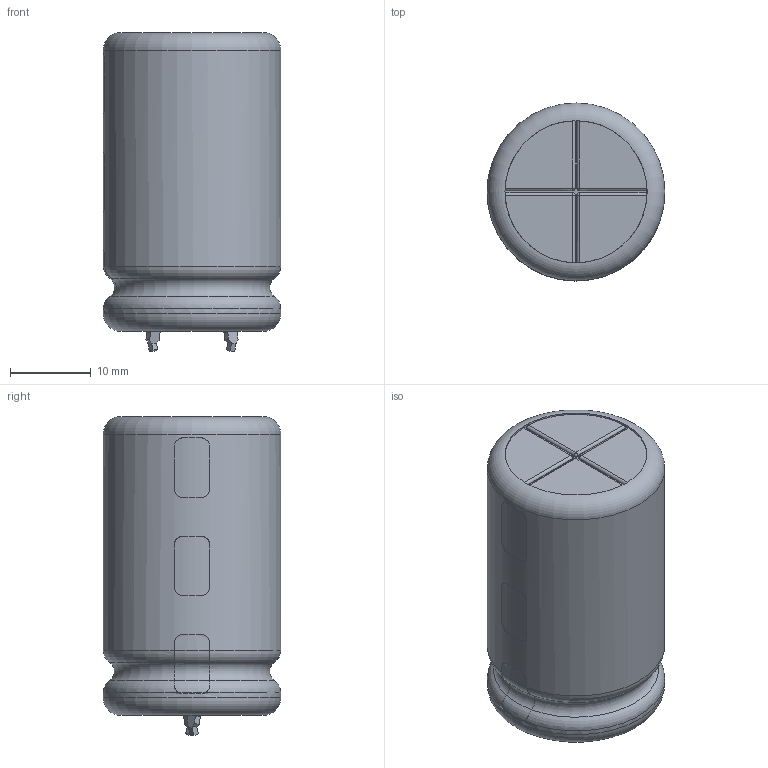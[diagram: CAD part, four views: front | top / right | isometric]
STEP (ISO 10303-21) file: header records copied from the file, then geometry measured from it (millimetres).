
FILE_DESCRIPTION(/* description */ (''),/* implementation_level */ '2;1');
FILE_NAME(/* name */ 'Cap TH D22.00mm H37.00mm L10.00mm.step',/* time_stamp */ '2020-05-30T03:06:48+02:00',/* author */ (''),/* organization */ (''),/* preprocessor_version */ 'ST-DEVELOPER v18.1',/* originating_system */ 'Autodesk Translation Framework v9.3.0.1241',/* authorisation */ '');
FILE_SCHEMA (('AUTOMOTIVE_DESIGN { 1 0 10303 214 3 1 1 }'));
Length unit declared in the file: millimetre
Products named in the file (1): Sample
Bounding box: 22 x 22 x 39.5 mm (x, y, z)
Volume: 13611.3 mm3; surface area: 3282.1 mm2
Topology: 1 solids, 1 shells, 120 faces, 318 edges, 204 vertices
Faces by surface type: plane 68, cylinder 40, torus 8, sphere 4
Full cylindrical faces by diameter (mm): 3.15 x2, 17.6 x2, 22 x2
Entity records: 4085 total; most frequent: CARTESIAN_POINT 1047, ORIENTED_EDGE 636, DIRECTION 586, EDGE_CURVE 318, VERTEX_POINT 204, LINE 196, VECTOR 196, AXIS2_PLACEMENT_3D 195
